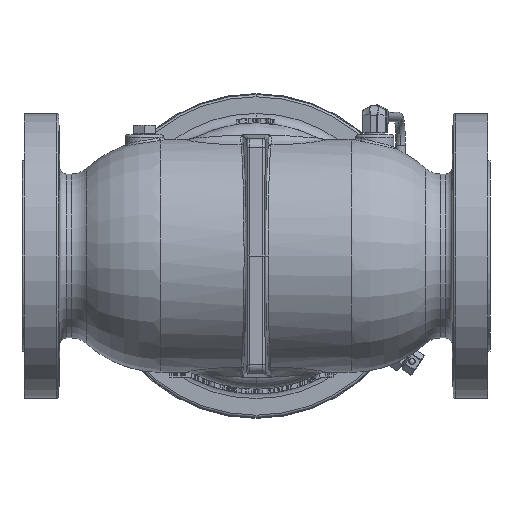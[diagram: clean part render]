
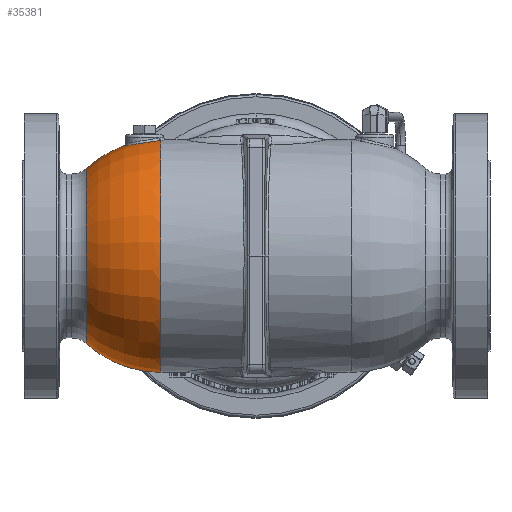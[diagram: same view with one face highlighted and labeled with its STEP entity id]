
A CAD part, front view. The second image highlights one B-rep face of the part: STEP entity #35381.
In plain terms, the highlighted toroidal (fillet/blend) face has major radius 3.175 mm and minor radius 74.6 mm.
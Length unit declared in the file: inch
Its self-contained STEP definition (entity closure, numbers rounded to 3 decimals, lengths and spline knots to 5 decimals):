
#4946 = CARTESIAN_POINT ( 'NONE',  ( -2.72497, -0.51279, 3.01014 ) ) ;
#5432 = FACE_OUTER_BOUND ( 'NONE', #113125, .T. ) ;
#5549 = CARTESIAN_POINT ( 'NONE',  ( -3.09727, -0.52434, 2.9545 ) ) ;
#6174 = CARTESIAN_POINT ( 'NONE',  ( -3.43292, -0.22097, 2.90163 ) ) ;
#7281 = CARTESIAN_POINT ( 'NONE',  ( -2.5, 0., 0.125 ) ) ;
#18223 = DIRECTION ( 'NONE',  ( -1., 0., 0. ) ) ;
#18515 = ORIENTED_EDGE ( 'NONE', *, *, #130059, .T. ) ;
#19193 = CARTESIAN_POINT ( 'NONE',  ( -2.80591, -0.53787, 2.9983 ) ) ;
#19813 = CARTESIAN_POINT ( 'NONE',  ( -3.21345, -0.47438, 2.93653 ) ) ;
#20442 = CARTESIAN_POINT ( 'NONE',  ( -3.45653, -0.15421, 2.89781 ) ) ;
#21513 = DIRECTION ( 'NONE',  ( 0., 0., 1. ) ) ;
#24544 = AXIS2_PLACEMENT_3D ( 'NONE', #47292, #146760, #61544 ) ;
#27468 = AXIS2_PLACEMENT_3D ( 'NONE', #103350, #18223, #117685 ) ;
#29444 = DIRECTION ( 'NONE',  ( 0., -1., 0. ) ) ;
#31636 = CARTESIAN_POINT ( 'NONE',  ( -2.5, -0.34636, 3.04235 ) ) ;
#33471 = CARTESIAN_POINT ( 'NONE',  ( -2.87509, -0.54848, 2.98806 ) ) ;
#34072 = CARTESIAN_POINT ( 'NONE',  ( -3.2812, -0.42268, 2.92586 ) ) ;
#34675 = CARTESIAN_POINT ( 'NONE',  ( -3.46692, -0.11256, 2.89612 ) ) ;
#35381 = ADVANCED_FACE ( 'NONE', ( #5432 ), #76601, .T. ) ;
#36404 = AXIS2_PLACEMENT_3D ( 'NONE', #7281, #106641, #21513 ) ;
#47242 = CARTESIAN_POINT ( 'NONE',  ( -2.53749, -0.38925, 3.03705 ) ) ;
#47292 = CARTESIAN_POINT ( 'NONE',  ( -2.5, 0., 0. ) ) ;
#47845 = CARTESIAN_POINT ( 'NONE',  ( -2.91732, -0.55093, 2.98177 ) ) ;
#48447 = CARTESIAN_POINT ( 'NONE',  ( -3.31258, -0.39429, 2.9209 ) ) ;
#49078 = CARTESIAN_POINT ( 'NONE',  ( -3.47617, -0.05657, 2.89462 ) ) ;
#61494 = CARTESIAN_POINT ( 'NONE',  ( -2.58007, -0.42708, 3.031 ) ) ;
#61544 = DIRECTION ( 'NONE',  ( 0., 0., 1. ) ) ;
#62121 = CARTESIAN_POINT ( 'NONE',  ( -2.97376, -0.54967, 2.9733 ) ) ;
#62730 = CARTESIAN_POINT ( 'NONE',  ( -3.36004, -0.34241, 2.91334 ) ) ;
#63344 = CARTESIAN_POINT ( 'NONE',  ( -3.47835, 0., 2.89426 ) ) ;
#65352 = CARTESIAN_POINT ( 'NONE',  ( -2.5, 0., -3.062 ) ) ;
#74017 = CARTESIAN_POINT ( 'NONE',  ( -4.47199, 0., 2.30152 ) ) ;
#75817 = CARTESIAN_POINT ( 'NONE',  ( -2.61395, -0.45261, 3.02616 ) ) ;
#75830 = EDGE_CURVE ( 'NONE', #90068, #93644, #108456, .T. ) ;
#76413 = CARTESIAN_POINT ( 'NONE',  ( -3.04285, -0.5389, 2.96282 ) ) ;
#76601 = TOROIDAL_SURFACE ( 'NONE', #124242, 0.125, 2.937 ) ;
#77030 = CARTESIAN_POINT ( 'NONE',  ( -3.39256, -0.29568, 2.90813 ) ) ;
#80751 = ORIENTED_EDGE ( 'NONE', *, *, #127821, .T. ) ;
#82943 = VERTEX_POINT ( 'NONE', #92258 ) ;
#90048 = CARTESIAN_POINT ( 'NONE',  ( -2.67372, -0.48937, 3.01757 ) ) ;
#90068 = VERTEX_POINT ( 'NONE', #74017 ) ;
#90662 = CARTESIAN_POINT ( 'NONE',  ( -3.08371, -0.52853, 2.95658 ) ) ;
#91290 = CARTESIAN_POINT ( 'NONE',  ( -3.41399, -0.25888, 2.90468 ) ) ;
#92258 = CARTESIAN_POINT ( 'NONE',  ( -4.47199, 0., -2.30152 ) ) ;
#93215 = EDGE_CURVE ( 'NONE', #82943, #90068, #122371, .T. ) ;
#93644 = VERTEX_POINT ( 'NONE', #105601 ) ;
#103350 = CARTESIAN_POINT ( 'NONE',  ( -4.47199, 0., 0. ) ) ;
#104329 = CARTESIAN_POINT ( 'NONE',  ( -2.75182, -0.52263, 3.00623 ) ) ;
#104954 = CARTESIAN_POINT ( 'NONE',  ( -3.16403, -0.50083, 2.94423 ) ) ;
#105562 = CARTESIAN_POINT ( 'NONE',  ( -3.44357, -0.19481, 2.89991 ) ) ;
#105601 = CARTESIAN_POINT ( 'NONE',  ( -3.47835, 0., 2.89426 ) ) ;
#106641 = DIRECTION ( 'NONE',  ( 0., 1., 0. ) ) ;
#108456 = CIRCLE ( 'NONE', #36404, 2.937 ) ;
#113125 = EDGE_LOOP ( 'NONE', ( #170391, #80751, #18515, #168095, #180049 ) ) ;
#114567 = CARTESIAN_POINT ( 'NONE',  ( -2.5, 0., -0.125 ) ) ;
#116799 = CARTESIAN_POINT ( 'NONE',  ( -2.51796, -0.36859, 3.03982 ) ) ;
#117685 = DIRECTION ( 'NONE',  ( 0., 0., 1. ) ) ;
#118651 = CARTESIAN_POINT ( 'NONE',  ( -2.83335, -0.54337, 2.99425 ) ) ;
#119275 = CARTESIAN_POINT ( 'NONE',  ( -3.27017, -0.43167, 2.9276 ) ) ;
#119893 = CARTESIAN_POINT ( 'NONE',  ( -3.46036, -0.1404, 2.89718 ) ) ;
#122371 = CIRCLE ( 'NONE', #27468, 2.30152 ) ;
#124242 = AXIS2_PLACEMENT_3D ( 'NONE', #125239, #139611, #167513 ) ;
#125239 = CARTESIAN_POINT ( 'NONE',  ( -2.5, 0., 0. ) ) ;
#127821 = EDGE_CURVE ( 'NONE', #82943, #132077, #150187, .T. ) ;
#128897 = DIRECTION ( 'NONE',  ( 0., 0., -1. ) ) ;
#130059 = EDGE_CURVE ( 'NONE', #132077, #176462, #167438, .T. ) ;
#132077 = VERTEX_POINT ( 'NONE', #65352 ) ;
#132953 = CARTESIAN_POINT ( 'NONE',  ( -2.8891, -0.54966, 2.98598 ) ) ;
#133583 = CARTESIAN_POINT ( 'NONE',  ( -3.30238, -0.404, 2.92251 ) ) ;
#134187 = CARTESIAN_POINT ( 'NONE',  ( -3.46964, -0.0986, 2.89568 ) ) ;
#139611 = DIRECTION ( 'NONE',  ( 1., 0., 0. ) ) ;
#146722 = CARTESIAN_POINT ( 'NONE',  ( -2.56911, -0.4179, 3.03256 ) ) ;
#146760 = DIRECTION ( 'NONE',  ( -1., 0., 0. ) ) ;
#147329 = CARTESIAN_POINT ( 'NONE',  ( -2.93154, -0.55102, 2.97964 ) ) ;
#147936 = CARTESIAN_POINT ( 'NONE',  ( -3.34199, -0.36404, 2.91623 ) ) ;
#148541 = CARTESIAN_POINT ( 'NONE',  ( -3.47835, -0.02838, 2.89426 ) ) ;
#150148 = CARTESIAN_POINT ( 'NONE',  ( -2.5, -0.34636, 3.04235 ) ) ;
#150187 = CIRCLE ( 'NONE', #150655, 2.937 ) ;
#150655 = AXIS2_PLACEMENT_3D ( 'NONE', #114567, #29444, #128897 ) ;
#160983 = CARTESIAN_POINT ( 'NONE',  ( -2.60247, -0.44442, 3.0278 ) ) ;
#161001 = B_SPLINE_CURVE_WITH_KNOTS ( 'NONE', 3,
 ( #31636, #116799, #47242, #146722, #61494, #160983, #75817, #175217, #90048, #4946, #104329, #19193, #118651, #33471, #132953, #47845, #147329, #62121, #161599, #76413, #175835, #90662, #5549, #104954, #19813, #119275, #34072, #133583, #48447, #147936, #62730, #162217, #77030, #176450, #91290, #6174, #105562, #20442, #119893, #34675, #134187, #49078, #148541, #63344 ),
 .UNSPECIFIED., .F., .F.,
 ( 4, 2, 2, 2, 2, 2, 2, 2, 2, 2, 2, 2, 2, 2, 2, 2, 2, 2, 2, 2, 2, 4 ),
 ( 0., 0.00218, 0.00326, 0.00435, 0.00653, 0.0087, 0.01088, 0.01197, 0.01306, 0.01523, 0.01632, 0.01741, 0.02176, 0.02285, 0.02394, 0.02611, 0.0272, 0.02829, 0.03046, 0.03155, 0.03264, 0.03482 ),
 .UNSPECIFIED. ) ;
#161599 = CARTESIAN_POINT ( 'NONE',  ( -3.00159, -0.54662, 2.96909 ) ) ;
#162217 = CARTESIAN_POINT ( 'NONE',  ( -3.38472, -0.30768, 2.90939 ) ) ;
#167438 = CIRCLE ( 'NONE', #24544, 3.062 ) ;
#167513 = DIRECTION ( 'NONE',  ( 0., 0., 1. ) ) ;
#168095 = ORIENTED_EDGE ( 'NONE', *, *, #172854, .T. ) ;
#170391 = ORIENTED_EDGE ( 'NONE', *, *, #93215, .F. ) ;
#172854 = EDGE_CURVE ( 'NONE', #176462, #93644, #161001, .T. ) ;
#175217 = CARTESIAN_POINT ( 'NONE',  ( -2.64917, -0.47578, 3.02111 ) ) ;
#175835 = CARTESIAN_POINT ( 'NONE',  ( -3.05653, -0.5358, 2.96073 ) ) ;
#176450 = CARTESIAN_POINT ( 'NONE',  ( -3.40718, -0.2713, 2.90578 ) ) ;
#176462 = VERTEX_POINT ( 'NONE', #150148 ) ;
#180049 = ORIENTED_EDGE ( 'NONE', *, *, #75830, .F. ) ;
